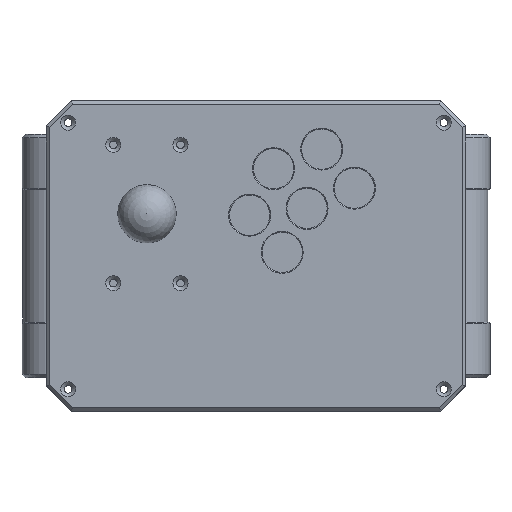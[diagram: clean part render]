
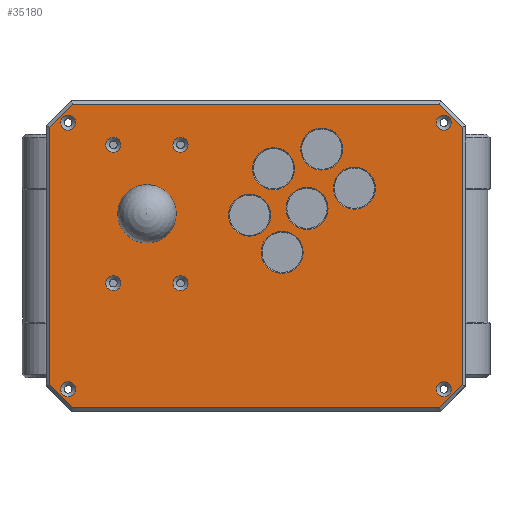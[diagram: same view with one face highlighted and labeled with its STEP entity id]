
A CAD part, top view. The second image highlights one B-rep face of the part: STEP entity #35180.
In plain terms, the highlighted planar face has unit normal (0, 0, 1).
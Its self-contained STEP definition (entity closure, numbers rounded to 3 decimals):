
#1732=CIRCLE('',#38681,12.525);
#1736=CIRCLE('',#38687,12.525);
#1737=CIRCLE('',#38688,12.525);
#1738=CIRCLE('',#38689,12.525);
#1739=CIRCLE('',#38690,4.5);
#1740=CIRCLE('',#38691,4.5);
#1741=CIRCLE('',#38692,4.5);
#1742=CIRCLE('',#38693,4.5);
#1743=CIRCLE('',#38694,4.5);
#1744=CIRCLE('',#38695,4.5);
#1745=CIRCLE('',#38696,4.5);
#1746=CIRCLE('',#38697,4.5);
#1747=CIRCLE('',#38698,13.);
#1748=CIRCLE('',#38699,12.525);
#1749=CIRCLE('',#38700,12.525);
#3043=FACE_BOUND('',#6947,.T.);
#3044=FACE_BOUND('',#6948,.T.);
#3045=FACE_BOUND('',#6949,.T.);
#3046=FACE_BOUND('',#6950,.T.);
#3047=FACE_BOUND('',#6951,.T.);
#3048=FACE_BOUND('',#6952,.T.);
#3049=FACE_BOUND('',#6953,.T.);
#3050=FACE_BOUND('',#6954,.T.);
#3051=FACE_BOUND('',#6955,.T.);
#3052=FACE_BOUND('',#6956,.T.);
#3053=FACE_BOUND('',#6957,.T.);
#3054=FACE_BOUND('',#6958,.T.);
#3055=FACE_BOUND('',#6959,.T.);
#3056=FACE_BOUND('',#6960,.T.);
#3057=FACE_BOUND('',#6961,.T.);
#4667=FACE_OUTER_BOUND('',#6946,.T.);
#6946=EDGE_LOOP('',(#29871,#29872,#29873,#29874,#29875,#29876,#29877,#29878));
#6947=EDGE_LOOP('',(#29879));
#6948=EDGE_LOOP('',(#29880));
#6949=EDGE_LOOP('',(#29881));
#6950=EDGE_LOOP('',(#29882));
#6951=EDGE_LOOP('',(#29883));
#6952=EDGE_LOOP('',(#29884));
#6953=EDGE_LOOP('',(#29885));
#6954=EDGE_LOOP('',(#29886));
#6955=EDGE_LOOP('',(#29887));
#6956=EDGE_LOOP('',(#29888));
#6957=EDGE_LOOP('',(#29889));
#6958=EDGE_LOOP('',(#29890));
#6959=EDGE_LOOP('',(#29891));
#6960=EDGE_LOOP('',(#29892));
#6961=EDGE_LOOP('',(#29893));
#10121=LINE('',#63851,#13388);
#10122=LINE('',#63853,#13389);
#10123=LINE('',#63855,#13390);
#10124=LINE('',#63857,#13391);
#10125=LINE('',#63859,#13392);
#10126=LINE('',#63861,#13393);
#10127=LINE('',#63863,#13394);
#10128=LINE('',#63864,#13395);
#13388=VECTOR('',#47297,10.);
#13389=VECTOR('',#47298,10.);
#13390=VECTOR('',#47299,10.);
#13391=VECTOR('',#47300,10.);
#13392=VECTOR('',#47301,10.);
#13393=VECTOR('',#47302,10.);
#13394=VECTOR('',#47303,10.);
#13395=VECTOR('',#47304,10.);
#16619=VERTEX_POINT('',#63837);
#16623=VERTEX_POINT('',#63849);
#16624=VERTEX_POINT('',#63850);
#16625=VERTEX_POINT('',#63852);
#16626=VERTEX_POINT('',#63854);
#16627=VERTEX_POINT('',#63856);
#16628=VERTEX_POINT('',#63858);
#16629=VERTEX_POINT('',#63860);
#16630=VERTEX_POINT('',#63862);
#16631=VERTEX_POINT('',#63865);
#16632=VERTEX_POINT('',#63867);
#16633=VERTEX_POINT('',#63869);
#16634=VERTEX_POINT('',#63871);
#16635=VERTEX_POINT('',#63873);
#16636=VERTEX_POINT('',#63875);
#16637=VERTEX_POINT('',#63877);
#16638=VERTEX_POINT('',#63879);
#16639=VERTEX_POINT('',#63881);
#16640=VERTEX_POINT('',#63883);
#16641=VERTEX_POINT('',#63885);
#16642=VERTEX_POINT('',#63887);
#16643=VERTEX_POINT('',#63889);
#16644=VERTEX_POINT('',#63891);
#21132=EDGE_CURVE('',#16619,#16619,#1732,.T.);
#21138=EDGE_CURVE('',#16623,#16624,#10121,.T.);
#21139=EDGE_CURVE('',#16625,#16623,#10122,.T.);
#21140=EDGE_CURVE('',#16626,#16625,#10123,.T.);
#21141=EDGE_CURVE('',#16627,#16626,#10124,.T.);
#21142=EDGE_CURVE('',#16628,#16627,#10125,.T.);
#21143=EDGE_CURVE('',#16629,#16628,#10126,.T.);
#21144=EDGE_CURVE('',#16630,#16629,#10127,.T.);
#21145=EDGE_CURVE('',#16624,#16630,#10128,.T.);
#21146=EDGE_CURVE('',#16631,#16631,#1736,.T.);
#21147=EDGE_CURVE('',#16632,#16632,#1737,.T.);
#21148=EDGE_CURVE('',#16633,#16633,#1738,.T.);
#21149=EDGE_CURVE('',#16634,#16634,#1739,.T.);
#21150=EDGE_CURVE('',#16635,#16635,#1740,.T.);
#21151=EDGE_CURVE('',#16636,#16636,#1741,.T.);
#21152=EDGE_CURVE('',#16637,#16637,#1742,.T.);
#21153=EDGE_CURVE('',#16638,#16638,#1743,.T.);
#21154=EDGE_CURVE('',#16639,#16639,#1744,.T.);
#21155=EDGE_CURVE('',#16640,#16640,#1745,.T.);
#21156=EDGE_CURVE('',#16641,#16641,#1746,.T.);
#21157=EDGE_CURVE('',#16642,#16642,#1747,.T.);
#21158=EDGE_CURVE('',#16643,#16643,#1748,.T.);
#21159=EDGE_CURVE('',#16644,#16644,#1749,.T.);
#29871=ORIENTED_EDGE('',*,*,#21138,.F.);
#29872=ORIENTED_EDGE('',*,*,#21139,.F.);
#29873=ORIENTED_EDGE('',*,*,#21140,.F.);
#29874=ORIENTED_EDGE('',*,*,#21141,.F.);
#29875=ORIENTED_EDGE('',*,*,#21142,.F.);
#29876=ORIENTED_EDGE('',*,*,#21143,.F.);
#29877=ORIENTED_EDGE('',*,*,#21144,.F.);
#29878=ORIENTED_EDGE('',*,*,#21145,.F.);
#29879=ORIENTED_EDGE('',*,*,#21146,.F.);
#29880=ORIENTED_EDGE('',*,*,#21147,.F.);
#29881=ORIENTED_EDGE('',*,*,#21148,.F.);
#29882=ORIENTED_EDGE('',*,*,#21149,.F.);
#29883=ORIENTED_EDGE('',*,*,#21150,.F.);
#29884=ORIENTED_EDGE('',*,*,#21151,.F.);
#29885=ORIENTED_EDGE('',*,*,#21152,.F.);
#29886=ORIENTED_EDGE('',*,*,#21153,.F.);
#29887=ORIENTED_EDGE('',*,*,#21154,.F.);
#29888=ORIENTED_EDGE('',*,*,#21155,.F.);
#29889=ORIENTED_EDGE('',*,*,#21156,.F.);
#29890=ORIENTED_EDGE('',*,*,#21157,.F.);
#29891=ORIENTED_EDGE('',*,*,#21158,.F.);
#29892=ORIENTED_EDGE('',*,*,#21159,.F.);
#29893=ORIENTED_EDGE('',*,*,#21132,.F.);
#33179=PLANE('',#38686);
#35180=ADVANCED_FACE('',(#4667,#3043,#3044,#3045,#3046,#3047,#3048,#3049,
#3050,#3051,#3052,#3053,#3054,#3055,#3056,#3057),#33179,.T.);
#38681=AXIS2_PLACEMENT_3D('',#63838,#47283,#47284);
#38686=AXIS2_PLACEMENT_3D('',#63848,#47295,#47296);
#38687=AXIS2_PLACEMENT_3D('',#63866,#47305,#47306);
#38688=AXIS2_PLACEMENT_3D('',#63868,#47307,#47308);
#38689=AXIS2_PLACEMENT_3D('',#63870,#47309,#47310);
#38690=AXIS2_PLACEMENT_3D('',#63872,#47311,#47312);
#38691=AXIS2_PLACEMENT_3D('',#63874,#47313,#47314);
#38692=AXIS2_PLACEMENT_3D('',#63876,#47315,#47316);
#38693=AXIS2_PLACEMENT_3D('',#63878,#47317,#47318);
#38694=AXIS2_PLACEMENT_3D('',#63880,#47319,#47320);
#38695=AXIS2_PLACEMENT_3D('',#63882,#47321,#47322);
#38696=AXIS2_PLACEMENT_3D('',#63884,#47323,#47324);
#38697=AXIS2_PLACEMENT_3D('',#63886,#47325,#47326);
#38698=AXIS2_PLACEMENT_3D('',#63888,#47327,#47328);
#38699=AXIS2_PLACEMENT_3D('',#63890,#47329,#47330);
#38700=AXIS2_PLACEMENT_3D('',#63892,#47331,#47332);
#47283=DIRECTION('center_axis',(0.,0.,1.));
#47284=DIRECTION('ref_axis',(-1.,0.,0.));
#47295=DIRECTION('center_axis',(0.,0.,1.));
#47296=DIRECTION('ref_axis',(1.,0.,0.));
#47297=DIRECTION('',(0.,-1.,0.));
#47298=DIRECTION('',(0.707,-0.707,0.));
#47299=DIRECTION('',(1.,0.,0.));
#47300=DIRECTION('',(0.707,0.707,0.));
#47301=DIRECTION('',(0.,1.,0.));
#47302=DIRECTION('',(-0.707,0.707,0.));
#47303=DIRECTION('',(-1.,0.,0.));
#47304=DIRECTION('',(-0.707,-0.707,0.));
#47305=DIRECTION('center_axis',(0.,0.,1.));
#47306=DIRECTION('ref_axis',(-1.,0.,0.));
#47307=DIRECTION('center_axis',(0.,0.,1.));
#47308=DIRECTION('ref_axis',(-1.,0.,0.));
#47309=DIRECTION('center_axis',(0.,0.,1.));
#47310=DIRECTION('ref_axis',(-1.,0.,0.));
#47311=DIRECTION('center_axis',(0.,0.,1.));
#47312=DIRECTION('ref_axis',(1.,0.,0.));
#47313=DIRECTION('center_axis',(0.,0.,1.));
#47314=DIRECTION('ref_axis',(1.,0.,0.));
#47315=DIRECTION('center_axis',(0.,0.,1.));
#47316=DIRECTION('ref_axis',(-1.,0.,0.));
#47317=DIRECTION('center_axis',(0.,0.,1.));
#47318=DIRECTION('ref_axis',(-1.,0.,0.));
#47319=DIRECTION('center_axis',(0.,0.,1.));
#47320=DIRECTION('ref_axis',(-1.,0.,0.));
#47321=DIRECTION('center_axis',(0.,0.,1.));
#47322=DIRECTION('ref_axis',(-1.,0.,0.));
#47323=DIRECTION('center_axis',(0.,0.,1.));
#47324=DIRECTION('ref_axis',(1.,0.,0.));
#47325=DIRECTION('center_axis',(0.,0.,1.));
#47326=DIRECTION('ref_axis',(1.,0.,0.));
#47327=DIRECTION('center_axis',(0.,0.,1.));
#47328=DIRECTION('ref_axis',(-1.,0.,0.));
#47329=DIRECTION('center_axis',(0.,0.,1.));
#47330=DIRECTION('ref_axis',(-1.,0.,0.));
#47331=DIRECTION('center_axis',(0.,0.,1.));
#47332=DIRECTION('ref_axis',(-1.,0.,0.));
#63837=CARTESIAN_POINT('',(51.725,63.7,45.));
#63838=CARTESIAN_POINT('Origin',(39.2,63.7,45.));
#63848=CARTESIAN_POINT('Origin',(0.,0.,45.));
#63849=CARTESIAN_POINT('',(123.,76.672,45.));
#63850=CARTESIAN_POINT('',(123.,-76.672,45.));
#63851=CARTESIAN_POINT('',(123.,-46.25,45.));
#63852=CARTESIAN_POINT('',(109.172,90.5,45.));
#63853=CARTESIAN_POINT('',(107.961,91.711,45.));
#63854=CARTESIAN_POINT('',(-109.172,90.5,45.));
#63855=CARTESIAN_POINT('',(62.5,90.5,45.));
#63856=CARTESIAN_POINT('',(-123.,76.672,45.));
#63857=CARTESIAN_POINT('',(-107.961,91.711,45.));
#63858=CARTESIAN_POINT('',(-123.,-76.672,45.));
#63859=CARTESIAN_POINT('',(-123.,46.25,45.));
#63860=CARTESIAN_POINT('',(-109.172,-90.5,45.));
#63861=CARTESIAN_POINT('',(-107.961,-91.711,45.));
#63862=CARTESIAN_POINT('',(109.172,-90.5,45.));
#63863=CARTESIAN_POINT('',(-62.5,-90.5,45.));
#63864=CARTESIAN_POINT('',(107.961,-91.711,45.));
#63865=CARTESIAN_POINT('',(23.025,52.,45.));
#63866=CARTESIAN_POINT('Origin',(10.5,52.,45.));
#63867=CARTESIAN_POINT('',(8.725,24.3,45.));
#63868=CARTESIAN_POINT('Origin',(-3.8,24.3,45.));
#63869=CARTESIAN_POINT('',(42.941,28.359,45.));
#63870=CARTESIAN_POINT('Origin',(30.416,28.359,45.));
#63871=CARTESIAN_POINT('',(-89.5,66.25,45.));
#63872=CARTESIAN_POINT('Origin',(-85.,66.25,45.));
#63873=CARTESIAN_POINT('',(-49.5,-16.25,45.));
#63874=CARTESIAN_POINT('Origin',(-45.,-16.25,45.));
#63875=CARTESIAN_POINT('',(116.5,-79.5,45.));
#63876=CARTESIAN_POINT('Origin',(112.,-79.5,45.));
#63877=CARTESIAN_POINT('',(-107.5,79.5,45.));
#63878=CARTESIAN_POINT('Origin',(-112.,79.5,45.));
#63879=CARTESIAN_POINT('',(-107.5,-79.5,45.));
#63880=CARTESIAN_POINT('Origin',(-112.,-79.5,45.));
#63881=CARTESIAN_POINT('',(116.5,79.5,45.));
#63882=CARTESIAN_POINT('Origin',(112.,79.5,45.));
#63883=CARTESIAN_POINT('',(-49.5,66.25,45.));
#63884=CARTESIAN_POINT('Origin',(-45.,66.25,45.));
#63885=CARTESIAN_POINT('',(-89.5,-16.25,45.));
#63886=CARTESIAN_POINT('Origin',(-85.,-16.25,45.));
#63887=CARTESIAN_POINT('',(-52.353,25.,45.));
#63888=CARTESIAN_POINT('Origin',(-65.353,25.,45.));
#63889=CARTESIAN_POINT('',(28.138,2.171,45.));
#63890=CARTESIAN_POINT('Origin',(15.613,2.171,45.));
#63891=CARTESIAN_POINT('',(71.208,40.427,45.));
#63892=CARTESIAN_POINT('Origin',(58.683,40.427,45.));
